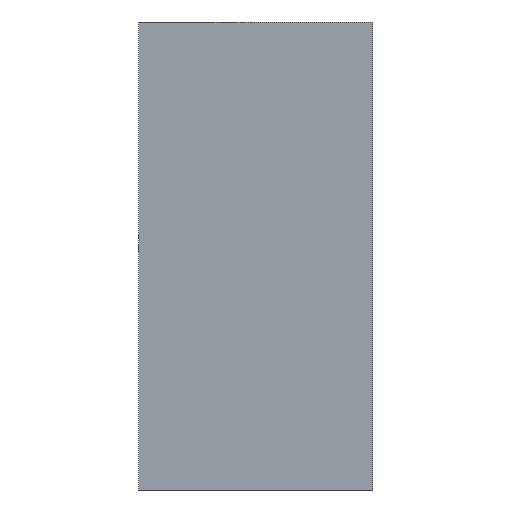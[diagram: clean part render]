
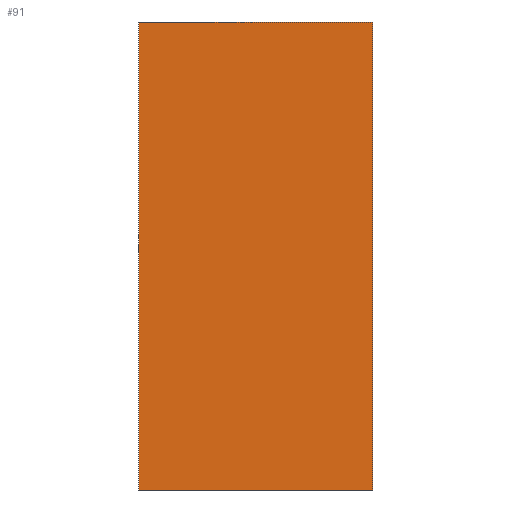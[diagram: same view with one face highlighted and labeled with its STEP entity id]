
A CAD part, left-side view. The second image highlights one B-rep face of the part: STEP entity #91.
In plain terms, the highlighted planar face has unit normal (-1, 0, 0).
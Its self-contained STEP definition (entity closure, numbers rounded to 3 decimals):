
#2 = DIRECTION ( 'NONE',  ( 0., 0., 1. ) ) ;
#4 = CARTESIAN_POINT ( 'NONE',  ( -15., 7., 7. ) ) ;
#7 = CARTESIAN_POINT ( 'NONE',  ( -15., 7., 7. ) ) ;
#12 = EDGE_CURVE ( 'NONE', #117, #64, #13, .T. ) ;
#13 = LINE ( 'NONE', #32, #28 ) ;
#17 = CARTESIAN_POINT ( 'NONE',  ( -15., 7., -7. ) ) ;
#21 = VECTOR ( 'NONE', #23, 1000. ) ;
#23 = DIRECTION ( 'NONE',  ( 0., 0., 1. ) ) ;
#25 = CARTESIAN_POINT ( 'NONE',  ( -15., 7., 7. ) ) ;
#28 = VECTOR ( 'NONE', #2, 1000. ) ;
#32 = CARTESIAN_POINT ( 'NONE',  ( -15., 0., 7. ) ) ;
#37 = ORIENTED_EDGE ( 'NONE', *, *, #195, .F. ) ;
#43 = AXIS2_PLACEMENT_3D ( 'NONE', #145, #122, #81 ) ;
#49 = PLANE ( 'NONE',  #43 ) ;
#55 = EDGE_CURVE ( 'NONE', #192, #117, #161, .T. ) ;
#60 = ORIENTED_EDGE ( 'NONE', *, *, #55, .T. ) ;
#64 = VERTEX_POINT ( 'NONE', #123 ) ;
#77 = LINE ( 'NONE', #25, #80 ) ;
#78 = ORIENTED_EDGE ( 'NONE', *, *, #12, .T. ) ;
#80 = VECTOR ( 'NONE', #148, 1000. ) ;
#81 = DIRECTION ( 'NONE',  ( 0., 0., -1. ) ) ;
#83 = VERTEX_POINT ( 'NONE', #4 ) ;
#90 = CARTESIAN_POINT ( 'NONE',  ( -15., 7., -7. ) ) ;
#91 = ADVANCED_FACE ( 'NONE', ( #144 ), #49, .F. ) ;
#96 = CARTESIAN_POINT ( 'NONE',  ( -15., 0., -7. ) ) ;
#111 = VECTOR ( 'NONE', #125, 1000. ) ;
#117 = VERTEX_POINT ( 'NONE', #96 ) ;
#118 = EDGE_CURVE ( 'NONE', #192, #83, #139, .T. ) ;
#122 = DIRECTION ( 'NONE',  ( 1., 0., 0. ) ) ;
#123 = CARTESIAN_POINT ( 'NONE',  ( -15., 0., 7. ) ) ;
#125 = DIRECTION ( 'NONE',  ( 0., -1., 0. ) ) ;
#139 = LINE ( 'NONE', #7, #21 ) ;
#144 = FACE_OUTER_BOUND ( 'NONE', #158, .T. ) ;
#145 = CARTESIAN_POINT ( 'NONE',  ( -15., 7., 7. ) ) ;
#148 = DIRECTION ( 'NONE',  ( 0., -1., 0. ) ) ;
#154 = ORIENTED_EDGE ( 'NONE', *, *, #118, .F. ) ;
#158 = EDGE_LOOP ( 'NONE', ( #78, #37, #154, #60 ) ) ;
#161 = LINE ( 'NONE', #17, #111 ) ;
#192 = VERTEX_POINT ( 'NONE', #90 ) ;
#195 = EDGE_CURVE ( 'NONE', #83, #64, #77, .T. ) ;
